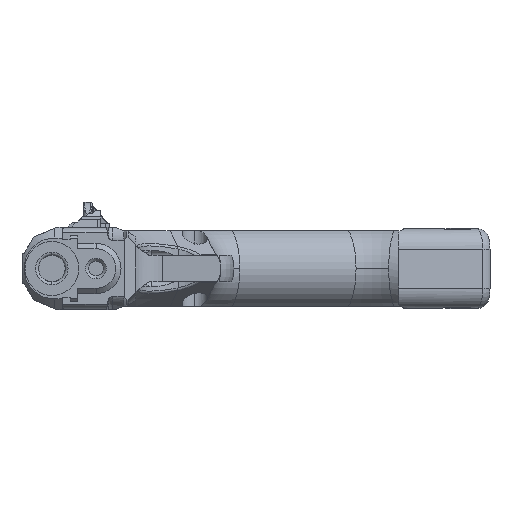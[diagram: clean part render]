
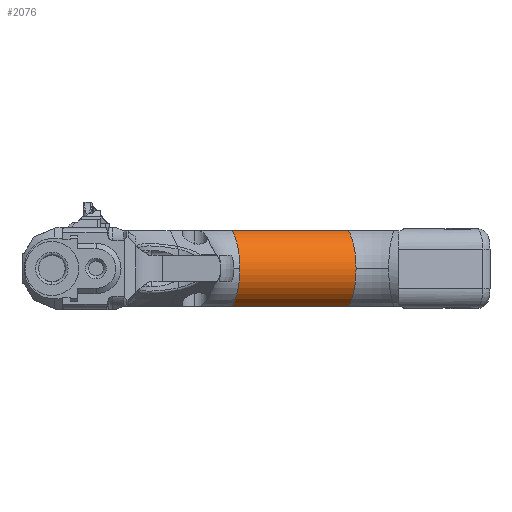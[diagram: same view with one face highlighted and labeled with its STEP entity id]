
A CAD part, left-side view. The second image highlights one B-rep face of the part: STEP entity #2076.
In plain terms, the highlighted cylindrical face has radius 13.826 mm (diameter 27.651 mm), a partial arc.
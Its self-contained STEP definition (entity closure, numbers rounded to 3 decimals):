
#628 = ORIENTED_EDGE ( 'NONE', *, *, #15445, .T. ) ;
#1065 = LINE ( 'NONE', #14594, #16892 ) ;
#1657 = VERTEX_POINT ( 'NONE', #10260 ) ;
#2076 = ADVANCED_FACE ( 'NONE', ( #2720 ), #4169, .T. ) ;
#2720 = FACE_OUTER_BOUND ( 'NONE', #16139, .T. ) ;
#2816 = DIRECTION ( 'NONE',  ( 0.309, -0.951, 0. ) ) ;
#2940 = AXIS2_PLACEMENT_3D ( 'NONE', #15400, #9384, #16554 ) ;
#3982 = AXIS2_PLACEMENT_3D ( 'NONE', #10718, #11730, #8796 ) ;
#4169 = CYLINDRICAL_SURFACE ( 'NONE', #8148, 13.826 ) ;
#4258 = AXIS2_PLACEMENT_3D ( 'NONE', #17740, #10384, #5983 ) ;
#4454 = VERTEX_POINT ( 'NONE', #17496 ) ;
#4480 = VERTEX_POINT ( 'NONE', #10139 ) ;
#5643 = CARTESIAN_POINT ( 'NONE',  ( -9.367, 56.658, 12.8 ) ) ;
#5983 = DIRECTION ( 'NONE',  ( -0.951, -0.309, 0. ) ) ;
#6279 = EDGE_CURVE ( 'NONE', #15036, #7000, #14575, .T. ) ;
#6502 = VECTOR ( 'NONE', #19153, 1000. ) ;
#6590 = ORIENTED_EDGE ( 'NONE', *, *, #6279, .F. ) ;
#6671 = ORIENTED_EDGE ( 'NONE', *, *, #8429, .F. ) ;
#7000 = VERTEX_POINT ( 'NONE', #10194 ) ;
#7060 = EDGE_CURVE ( 'NONE', #4454, #1657, #18544, .T. ) ;
#7543 = CARTESIAN_POINT ( 'NONE',  ( 8.438, 18.772, 0. ) ) ;
#8148 = AXIS2_PLACEMENT_3D ( 'NONE', #8672, #2816, #19045 ) ;
#8429 = EDGE_CURVE ( 'NONE', #4454, #15036, #14903, .T. ) ;
#8672 = CARTESIAN_POINT ( 'NONE',  ( -4.397, 58.272, 0. ) ) ;
#8796 = DIRECTION ( 'NONE',  ( -0.951, -0.309, 0. ) ) ;
#9384 = DIRECTION ( 'NONE',  ( 0.309, -0.951, 0. ) ) ;
#10139 = CARTESIAN_POINT ( 'NONE',  ( -9.367, 56.658, -12.8 ) ) ;
#10194 = CARTESIAN_POINT ( 'NONE',  ( -4.711, 14.5, 0. ) ) ;
#10260 = CARTESIAN_POINT ( 'NONE',  ( -17.546, 54., 0. ) ) ;
#10384 = DIRECTION ( 'NONE',  ( 0.309, -0.951, 0. ) ) ;
#10718 = CARTESIAN_POINT ( 'NONE',  ( 8.438, 18.772, 0. ) ) ;
#10992 = AXIS2_PLACEMENT_3D ( 'NONE', #7543, #12023, #16283 ) ;
#11326 = CARTESIAN_POINT ( 'NONE',  ( 3.468, 17.158, 12.8 ) ) ;
#11730 = DIRECTION ( 'NONE',  ( 0.309, -0.951, 0. ) ) ;
#11746 = VERTEX_POINT ( 'NONE', #12232 ) ;
#12023 = DIRECTION ( 'NONE',  ( 0.309, -0.951, 0. ) ) ;
#12198 = EDGE_CURVE ( 'NONE', #7000, #11746, #18095, .T. ) ;
#12232 = CARTESIAN_POINT ( 'NONE',  ( 3.468, 17.158, -12.8 ) ) ;
#12943 = DIRECTION ( 'NONE',  ( 0.309, -0.951, 0. ) ) ;
#14386 = ORIENTED_EDGE ( 'NONE', *, *, #16717, .T. ) ;
#14575 = CIRCLE ( 'NONE', #3982, 13.826 ) ;
#14594 = CARTESIAN_POINT ( 'NONE',  ( -9.367, 56.658, -12.8 ) ) ;
#14903 = LINE ( 'NONE', #5643, #6502 ) ;
#15036 = VERTEX_POINT ( 'NONE', #11326 ) ;
#15400 = CARTESIAN_POINT ( 'NONE',  ( -4.397, 58.272, 0. ) ) ;
#15445 = EDGE_CURVE ( 'NONE', #4480, #11746, #1065, .T. ) ;
#16139 = EDGE_LOOP ( 'NONE', ( #19138, #14386, #628, #17232, #6590, #6671 ) ) ;
#16283 = DIRECTION ( 'NONE',  ( -0.951, -0.309, 0. ) ) ;
#16554 = DIRECTION ( 'NONE',  ( -0.951, -0.309, 0. ) ) ;
#16717 = EDGE_CURVE ( 'NONE', #1657, #4480, #17844, .T. ) ;
#16892 = VECTOR ( 'NONE', #12943, 1000. ) ;
#17232 = ORIENTED_EDGE ( 'NONE', *, *, #12198, .F. ) ;
#17496 = CARTESIAN_POINT ( 'NONE',  ( -9.367, 56.658, 12.8 ) ) ;
#17740 = CARTESIAN_POINT ( 'NONE',  ( -4.397, 58.272, 0. ) ) ;
#17844 = CIRCLE ( 'NONE', #2940, 13.826 ) ;
#18095 = CIRCLE ( 'NONE', #10992, 13.826 ) ;
#18544 = CIRCLE ( 'NONE', #4258, 13.826 ) ;
#19045 = DIRECTION ( 'NONE',  ( 0.951, 0.309, 0. ) ) ;
#19138 = ORIENTED_EDGE ( 'NONE', *, *, #7060, .T. ) ;
#19153 = DIRECTION ( 'NONE',  ( 0.309, -0.951, 0. ) ) ;
